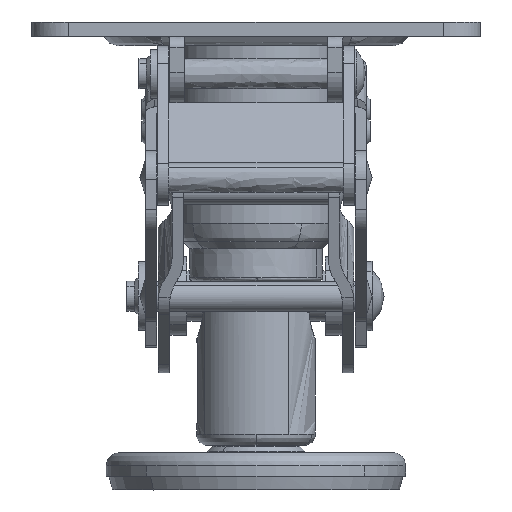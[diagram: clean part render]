
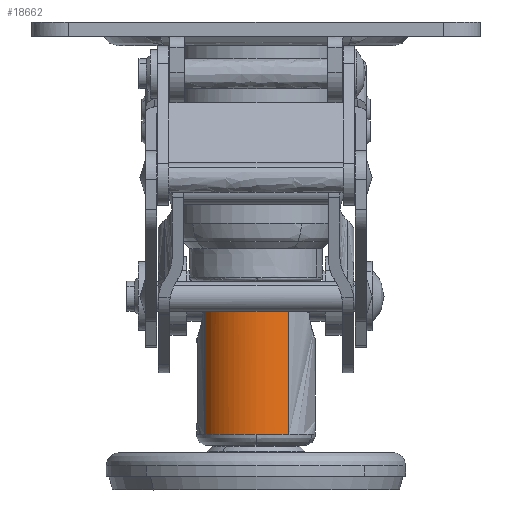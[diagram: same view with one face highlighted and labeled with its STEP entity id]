
A CAD part, left-side view. The second image highlights one B-rep face of the part: STEP entity #18662.
In plain terms, the highlighted free-form (B-spline) face has degree [2, 1] with [5, 2] control points.
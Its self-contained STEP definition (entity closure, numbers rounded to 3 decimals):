
#18142=CARTESIAN_POINT('',(-8.032,13.722,-5.85));
#18143=VERTEX_POINT('',#18142);
#18186=CARTESIAN_POINT('',(-13.24,-8.804,-5.85));
#18187=VERTEX_POINT('',#18186);
#18199=CARTESIAN_POINT('',(-13.24,-8.804,-110.3));
#18200=VERTEX_POINT('',#18199);
#18201=CARTESIAN_POINT('',(-13.24,-8.804,-5.85));
#18202=CARTESIAN_POINT('',(-13.24,-8.804,-110.3));
#18203=QUASI_UNIFORM_CURVE('',1,(#18201,#18202),.UNSPECIFIED.,.F.,.U.);
#18204=EDGE_CURVE('',#18187,#18200,#18203,.T.);
#18252=CARTESIAN_POINT('',(-8.032,13.722,-110.3));
#18253=VERTEX_POINT('',#18252);
#18263=CARTESIAN_POINT('',(-8.032,13.722,-5.85));
#18264=CARTESIAN_POINT('',(-8.032,13.722,-110.3));
#18265=QUASI_UNIFORM_CURVE('',1,(#18263,#18264),.UNSPECIFIED.,.F.,.U.);
#18266=EDGE_CURVE('',#18143,#18253,#18265,.T.);
#18595=CARTESIAN_POINT('',(-13.24,-8.804,-3.239));
#18596=CARTESIAN_POINT('',(-22.044,4.437,-3.239));
#18597=CARTESIAN_POINT('',(-8.804,13.24,-3.239));
#18598=CARTESIAN_POINT('',(-8.425,13.492,-3.239));
#18599=CARTESIAN_POINT('',(-8.032,13.722,-3.239));
#18600=CARTESIAN_POINT('',(-13.24,-8.804,-112.977));
#18601=CARTESIAN_POINT('',(-22.044,4.437,-112.977));
#18602=CARTESIAN_POINT('',(-8.804,13.24,-112.977));
#18603=CARTESIAN_POINT('',(-8.425,13.492,-112.977));
#18604=CARTESIAN_POINT('',(-8.032,13.722,-112.977));
#18612=(BOUNDED_SURFACE()B_SPLINE_SURFACE(2,1,((#18595,#18600),(#18596,#18601),(#18597,#18602),(#18598,#18603),(#18599,#18604)),.UNSPECIFIED.,.F.,.F.,.U.)B_SPLINE_SURFACE_WITH_KNOTS((3,2,3),(2,2),(0.0,26.344,27.398),(0.0,109.738),.UNSPECIFIED.)GEOMETRIC_REPRESENTATION_ITEM()RATIONAL_B_SPLINE_SURFACE(((1.0,1.0),(0.707,0.707),(1.0,1.0),(0.988,0.988),(0.978,0.978)))REPRESENTATION_ITEM('')SURFACE());
#18613=CARTESIAN_POINT('',(-15.9,0.,-5.85));
#18614=VERTEX_POINT('',#18613);
#18615=CARTESIAN_POINT('',(-15.9,0.,-5.85));
#18616=CARTESIAN_POINT('',(-15.9,0.992,-5.85));
#18617=CARTESIAN_POINT('',(-15.734,2.759,-5.85));
#18618=CARTESIAN_POINT('',(-15.066,5.266,-5.85));
#18619=CARTESIAN_POINT('',(-14.099,7.486,-5.85));
#18620=CARTESIAN_POINT('',(-12.872,9.421,-5.85));
#18621=CARTESIAN_POINT('',(-10.971,11.661,-5.85));
#18622=CARTESIAN_POINT('',(-9.297,12.982,-5.85));
#18623=CARTESIAN_POINT('',(-8.032,13.722,-5.85));
#18624=B_SPLINE_CURVE_WITH_KNOTS('',3,(#18615,#18616,#18617,#18618,#18619,#18620,#18621,#18622,#18623),.UNSPECIFIED.,.F.,.U.,(4,1,1,1,1,1,4),(0.,2.975,5.303,7.761,10.218,12.158,16.556),.UNSPECIFIED.);
#18625=EDGE_CURVE('',#18614,#18143,#18624,.T.);
#18626=ORIENTED_EDGE('',*,*,#18625,.T.);
#18627=ORIENTED_EDGE('',*,*,#18266,.T.);
#18628=CARTESIAN_POINT('',(-15.9,0.,-110.3));
#18629=VERTEX_POINT('',#18628);
#18630=CARTESIAN_POINT('',(-8.032,13.722,-110.3));
#18631=CARTESIAN_POINT('',(-9.372,12.939,-110.3));
#18632=CARTESIAN_POINT('',(-11.513,11.22,-110.3));
#18633=CARTESIAN_POINT('',(-13.555,8.469,-110.3));
#18634=CARTESIAN_POINT('',(-14.753,6.073,-110.3));
#18635=CARTESIAN_POINT('',(-15.641,3.406,-110.3));
#18636=CARTESIAN_POINT('',(-15.9,1.293,-110.3));
#18637=CARTESIAN_POINT('',(-15.9,0.,-110.3));
#18638=B_SPLINE_CURVE_WITH_KNOTS('',3,(#18630,#18631,#18632,#18633,#18634,#18635,#18636,#18637),.UNSPECIFIED.,.F.,.U.,(4,1,1,1,1,4),(0.,4.656,8.149,10.218,12.676,16.556),.UNSPECIFIED.);
#18639=EDGE_CURVE('',#18253,#18629,#18638,.T.);
#18640=ORIENTED_EDGE('',*,*,#18639,.T.);
#18641=CARTESIAN_POINT('',(-15.9,0.,-110.3));
#18642=CARTESIAN_POINT('',(-15.9,-0.826,-110.3));
#18643=CARTESIAN_POINT('',(-15.771,-2.478,-110.3));
#18644=CARTESIAN_POINT('',(-15.048,-5.513,-110.3));
#18645=CARTESIAN_POINT('',(-14.048,-7.59,-110.3));
#18646=CARTESIAN_POINT('',(-13.24,-8.804,-110.3));
#18647=B_SPLINE_CURVE_WITH_KNOTS('',3,(#18641,#18642,#18643,#18644,#18645,#18646),.UNSPECIFIED.,.F.,.U.,(4,1,1,4),(0.,2.478,4.956,9.33),.UNSPECIFIED.);
#18648=EDGE_CURVE('',#18629,#18200,#18647,.T.);
#18649=ORIENTED_EDGE('',*,*,#18648,.T.);
#18650=ORIENTED_EDGE('',*,*,#18204,.F.);
#18651=CARTESIAN_POINT('',(-13.24,-8.804,-5.85));
#18652=CARTESIAN_POINT('',(-13.779,-7.994,-5.85));
#18653=CARTESIAN_POINT('',(-14.822,-6.062,-5.85));
#18654=CARTESIAN_POINT('',(-15.713,-3.061,-5.85));
#18655=CARTESIAN_POINT('',(-15.9,-0.923,-5.85));
#18656=CARTESIAN_POINT('',(-15.9,0.,-5.85));
#18657=B_SPLINE_CURVE_WITH_KNOTS('',3,(#18651,#18652,#18653,#18654,#18655,#18656),.UNSPECIFIED.,.F.,.U.,(4,1,1,4),(0.,2.916,6.56,9.33),.UNSPECIFIED.);
#18658=EDGE_CURVE('',#18187,#18614,#18657,.T.);
#18659=ORIENTED_EDGE('',*,*,#18658,.T.);
#18660=EDGE_LOOP('',(#18626,#18627,#18640,#18649,#18650,#18659));
#18661=FACE_OUTER_BOUND('',#18660,.T.);
#18662=ADVANCED_FACE('',(#18661),#18612,.T.);
